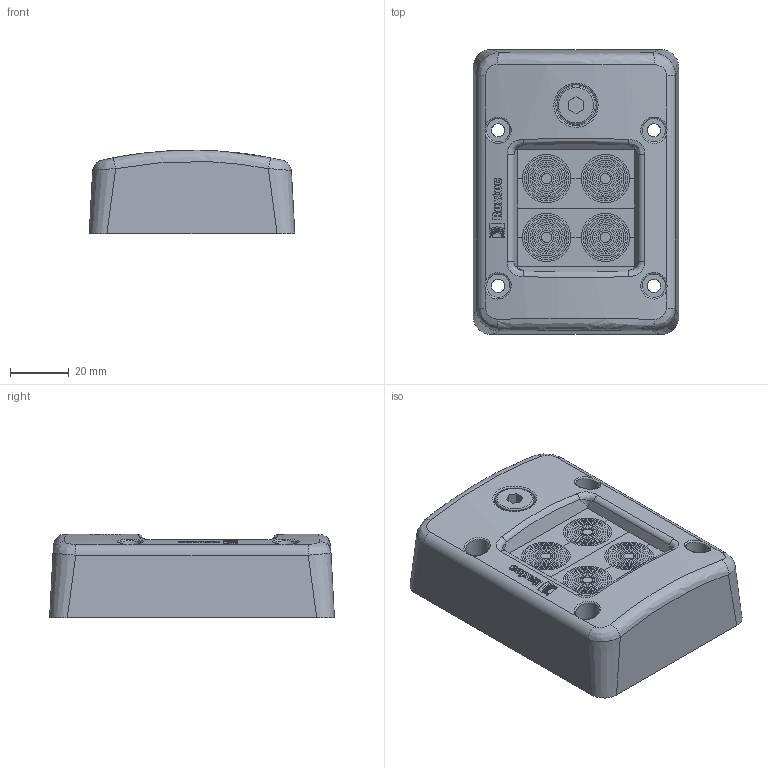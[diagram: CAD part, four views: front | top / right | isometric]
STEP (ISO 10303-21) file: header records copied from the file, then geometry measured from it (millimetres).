
FILE_DESCRIPTION(/* description */ (''),/* implementation_level */ '2;1');
FILE_NAME(/* name */ 'EZ00000000044.stp',/* time_stamp */ '2021-01-21T16:25:02+01:00',/* author */ ('LA'),/* organization */ (''),/* preprocessor_version */ 'ST-DEVELOPER v17.2',/* originating_system */ 'Autodesk Inventor 2019',/* authorisation */ '');
FILE_SCHEMA (('AUTOMOTIVE_DESIGN { 1 0 10303 214 3 1 1 }'));
Length unit declared in the file: centimetre
Products named in the file (1): Part15
Bounding box: 70 x 97 x 28.5 mm (x, y, z)
Volume: 159516 mm3; surface area: 23916.8 mm2
Topology: 1 solids, 1 shells, 366 faces, 868 edges, 518 vertices
Faces by surface type: plane 259, bspline 70, cylinder 32, cone 4, torus 1
Full cylindrical faces by diameter (mm): 4.5 x4, 8 x4, 13 x1, 14 x1
Entity records: 12983 total; most frequent: CARTESIAN_POINT 4425, ORIENTED_EDGE 1730, DIRECTION 1606, EDGE_CURVE 865, AXIS2_PLACEMENT_3D 590, VERTEX_POINT 519, LINE 426, VECTOR 426
